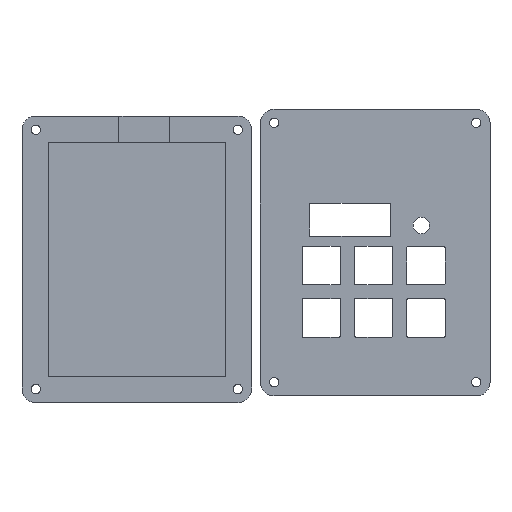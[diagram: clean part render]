
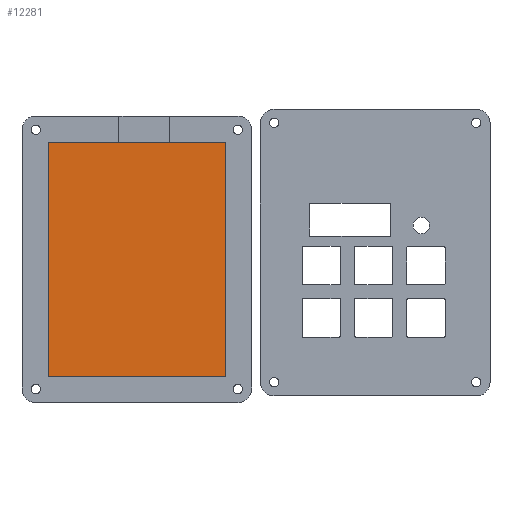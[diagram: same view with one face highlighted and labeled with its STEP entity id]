
A CAD part, top view. The second image highlights one B-rep face of the part: STEP entity #12281.
In plain terms, the highlighted planar face has unit normal (0, 0, 1).
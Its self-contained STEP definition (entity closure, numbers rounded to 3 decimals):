
#456=PLANE('',#12649);
#1104=FACE_OUTER_BOUND('',#1827,.T.);
#1827=EDGE_LOOP('',(#11191,#11192,#11193,#11194));
#2808=LINE('',#24544,#3779);
#2810=LINE('',#24548,#3781);
#2811=LINE('',#24550,#3782);
#2812=LINE('',#24551,#3783);
#3779=VECTOR('',#14310,10.);
#3781=VECTOR('',#14314,10.);
#3782=VECTOR('',#14315,10.);
#3783=VECTOR('',#14316,10.);
#5762=VERTEX_POINT('',#24541);
#5763=VERTEX_POINT('',#24543);
#5764=VERTEX_POINT('',#24547);
#5765=VERTEX_POINT('',#24549);
#7578=EDGE_CURVE('',#5762,#5763,#2808,.T.);
#7580=EDGE_CURVE('',#5764,#5762,#2810,.T.);
#7581=EDGE_CURVE('',#5765,#5764,#2811,.T.);
#7582=EDGE_CURVE('',#5763,#5765,#2812,.T.);
#11191=ORIENTED_EDGE('',*,*,#7580,.F.);
#11192=ORIENTED_EDGE('',*,*,#7581,.F.);
#11193=ORIENTED_EDGE('',*,*,#7582,.F.);
#11194=ORIENTED_EDGE('',*,*,#7578,.F.);
#12281=ADVANCED_FACE('',(#1104),#456,.T.);
#12649=AXIS2_PLACEMENT_3D('',#24546,#14312,#14313);
#14310=DIRECTION('',(1.,0.,0.));
#14312=DIRECTION('center_axis',(0.,0.,1.));
#14313=DIRECTION('ref_axis',(1.,0.,0.));
#14314=DIRECTION('',(0.,1.,0.));
#14315=DIRECTION('',(-1.,0.,0.));
#14316=DIRECTION('',(0.,-1.,0.));
#24541=CARTESIAN_POINT('',(0.,85.415,3.));
#24543=CARTESIAN_POINT('',(64.634,85.415,3.));
#24544=CARTESIAN_POINT('',(16.159,85.415,3.));
#24546=CARTESIAN_POINT('Origin',(32.317,42.708,3.));
#24547=CARTESIAN_POINT('',(0.,0.,3.));
#24548=CARTESIAN_POINT('',(0.,21.354,3.));
#24549=CARTESIAN_POINT('',(64.634,0.,3.));
#24550=CARTESIAN_POINT('',(48.476,0.,3.));
#24551=CARTESIAN_POINT('',(64.634,64.061,3.));
